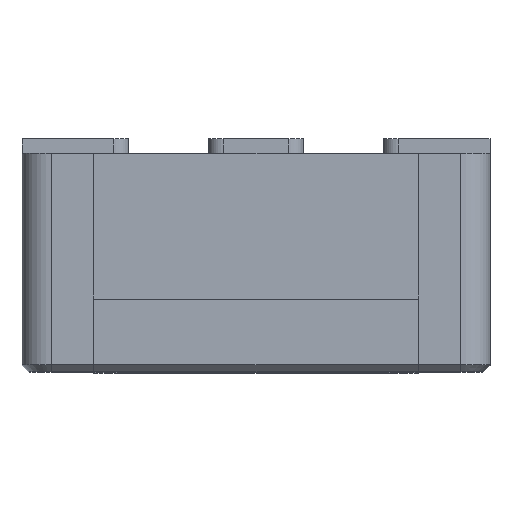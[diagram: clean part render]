
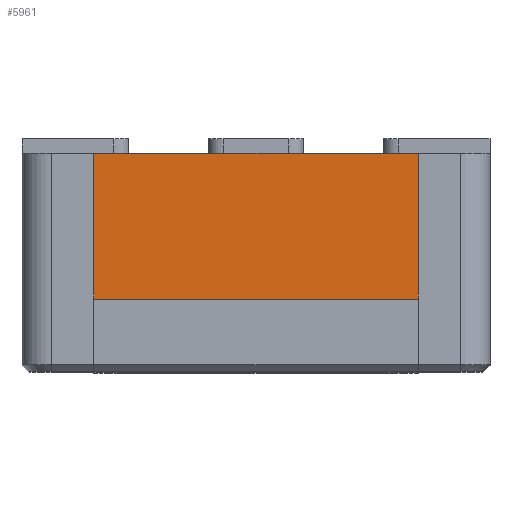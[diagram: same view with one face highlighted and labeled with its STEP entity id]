
A CAD part, top view. The second image highlights one B-rep face of the part: STEP entity #5961.
In plain terms, the highlighted planar face has unit normal (0, 0, 1).
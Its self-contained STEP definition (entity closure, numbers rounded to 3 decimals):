
#1141 = PLANE('',#1142);
#1142 = AXIS2_PLACEMENT_3D('',#1143,#1144,#1145);
#1143 = CARTESIAN_POINT('',(0.,-5.,50.75));
#1144 = DIRECTION('',(0.,0.,1.));
#1145 = DIRECTION('',(-1.,0.,0.));
#1488 = PLANE('',#1489);
#1489 = AXIS2_PLACEMENT_3D('',#1490,#1491,#1492);
#1490 = CARTESIAN_POINT('',(22.254,0.,50.75));
#1491 = DIRECTION('',(0.,0.,-1.));
#1492 = DIRECTION('',(-1.,0.,0.));
#3094 = VERTEX_POINT('',#3095);
#3095 = CARTESIAN_POINT('',(0.,0.,50.75));
#3116 = EDGE_CURVE('',#3094,#3117,#3119,.T.);
#3117 = VERTEX_POINT('',#3118);
#3118 = CARTESIAN_POINT('',(0.,10.,50.75));
#3119 = SURFACE_CURVE('',#3120,(#3124,#3131),.PCURVE_S1.);
#3120 = LINE('',#3121,#3122);
#3121 = CARTESIAN_POINT('',(0.,0.,50.75));
#3122 = VECTOR('',#3123,1.);
#3123 = DIRECTION('',(0.,1.,0.));
#3124 = PCURVE('',#1141,#3125);
#3125 = DEFINITIONAL_REPRESENTATION('',(#3126),#3130);
#3126 = LINE('',#3127,#3128);
#3127 = CARTESIAN_POINT('',(0.,-5.));
#3128 = VECTOR('',#3129,1.);
#3129 = DIRECTION('',(-0.,-1.));
#3130 = ( GEOMETRIC_REPRESENTATION_CONTEXT(2) 
PARAMETRIC_REPRESENTATION_CONTEXT() REPRESENTATION_CONTEXT('2D SPACE',''
  ) );
#3131 = PCURVE('',#3132,#3137);
#3132 = PLANE('',#3133);
#3133 = AXIS2_PLACEMENT_3D('',#3134,#3135,#3136);
#3134 = CARTESIAN_POINT('',(0.,0.,50.75));
#3135 = DIRECTION('',(0.,0.,-1.));
#3136 = DIRECTION('',(1.,0.,0.));
#3137 = DEFINITIONAL_REPRESENTATION('',(#3138),#3142);
#3138 = LINE('',#3139,#3140);
#3139 = CARTESIAN_POINT('',(0.,0.));
#3140 = VECTOR('',#3141,1.);
#3141 = DIRECTION('',(0.,-1.));
#3142 = ( GEOMETRIC_REPRESENTATION_CONTEXT(2) 
PARAMETRIC_REPRESENTATION_CONTEXT() REPRESENTATION_CONTEXT('2D SPACE',''
  ) );
#3470 = PLANE('',#3471);
#3471 = AXIS2_PLACEMENT_3D('',#3472,#3473,#3474);
#3472 = CARTESIAN_POINT('',(27.17,-5.,50.75));
#3473 = DIRECTION('',(0.,0.,1.));
#3474 = DIRECTION('',(-1.,0.,0.));
#3488 = VERTEX_POINT('',#3489);
#3489 = CARTESIAN_POINT('',(22.254,0.,50.75));
#3512 = EDGE_CURVE('',#3488,#3094,#3513,.T.);
#3513 = SURFACE_CURVE('',#3514,(#3518,#3525),.PCURVE_S1.);
#3514 = LINE('',#3515,#3516);
#3515 = CARTESIAN_POINT('',(22.254,0.,50.75));
#3516 = VECTOR('',#3517,1.);
#3517 = DIRECTION('',(-1.,0.,0.));
#3518 = PCURVE('',#1488,#3519);
#3519 = DEFINITIONAL_REPRESENTATION('',(#3520),#3524);
#3520 = LINE('',#3521,#3522);
#3521 = CARTESIAN_POINT('',(0.,0.));
#3522 = VECTOR('',#3523,1.);
#3523 = DIRECTION('',(1.,0.));
#3524 = ( GEOMETRIC_REPRESENTATION_CONTEXT(2) 
PARAMETRIC_REPRESENTATION_CONTEXT() REPRESENTATION_CONTEXT('2D SPACE',''
  ) );
#3525 = PCURVE('',#3132,#3526);
#3526 = DEFINITIONAL_REPRESENTATION('',(#3527),#3531);
#3527 = LINE('',#3528,#3529);
#3528 = CARTESIAN_POINT('',(22.254,0.));
#3529 = VECTOR('',#3530,1.);
#3530 = DIRECTION('',(-1.,-0.));
#3531 = ( GEOMETRIC_REPRESENTATION_CONTEXT(2) 
PARAMETRIC_REPRESENTATION_CONTEXT() REPRESENTATION_CONTEXT('2D SPACE',''
  ) );
#5922 = PLANE('',#5923);
#5923 = AXIS2_PLACEMENT_3D('',#5924,#5925,#5926);
#5924 = CARTESIAN_POINT('',(11.138,10.,40.75));
#5925 = DIRECTION('',(0.,1.,0.));
#5926 = DIRECTION('',(0.,0.,1.));
#5961 = ADVANCED_FACE('',(#5962),#3132,.F.);
#5962 = FACE_BOUND('',#5963,.F.);
#5963 = EDGE_LOOP('',(#5964,#5965,#5988,#6009));
#5964 = ORIENTED_EDGE('',*,*,#3116,.T.);
#5965 = ORIENTED_EDGE('',*,*,#5966,.T.);
#5966 = EDGE_CURVE('',#3117,#5967,#5969,.T.);
#5967 = VERTEX_POINT('',#5968);
#5968 = CARTESIAN_POINT('',(22.254,10.,50.75));
#5969 = SURFACE_CURVE('',#5970,(#5974,#5981),.PCURVE_S1.);
#5970 = LINE('',#5971,#5972);
#5971 = CARTESIAN_POINT('',(0.,10.,50.75));
#5972 = VECTOR('',#5973,1.);
#5973 = DIRECTION('',(1.,0.,0.));
#5974 = PCURVE('',#3132,#5975);
#5975 = DEFINITIONAL_REPRESENTATION('',(#5976),#5980);
#5976 = LINE('',#5977,#5978);
#5977 = CARTESIAN_POINT('',(0.,-10.));
#5978 = VECTOR('',#5979,1.);
#5979 = DIRECTION('',(1.,0.));
#5980 = ( GEOMETRIC_REPRESENTATION_CONTEXT(2) 
PARAMETRIC_REPRESENTATION_CONTEXT() REPRESENTATION_CONTEXT('2D SPACE',''
  ) );
#5981 = PCURVE('',#5922,#5982);
#5982 = DEFINITIONAL_REPRESENTATION('',(#5983),#5987);
#5983 = LINE('',#5984,#5985);
#5984 = CARTESIAN_POINT('',(10.,-11.138));
#5985 = VECTOR('',#5986,1.);
#5986 = DIRECTION('',(0.,1.));
#5987 = ( GEOMETRIC_REPRESENTATION_CONTEXT(2) 
PARAMETRIC_REPRESENTATION_CONTEXT() REPRESENTATION_CONTEXT('2D SPACE',''
  ) );
#5988 = ORIENTED_EDGE('',*,*,#5989,.F.);
#5989 = EDGE_CURVE('',#3488,#5967,#5990,.T.);
#5990 = SURFACE_CURVE('',#5991,(#5995,#6002),.PCURVE_S1.);
#5991 = LINE('',#5992,#5993);
#5992 = CARTESIAN_POINT('',(22.254,0.,50.75));
#5993 = VECTOR('',#5994,1.);
#5994 = DIRECTION('',(0.,1.,0.));
#5995 = PCURVE('',#3132,#5996);
#5996 = DEFINITIONAL_REPRESENTATION('',(#5997),#6001);
#5997 = LINE('',#5998,#5999);
#5998 = CARTESIAN_POINT('',(22.254,0.));
#5999 = VECTOR('',#6000,1.);
#6000 = DIRECTION('',(0.,-1.));
#6001 = ( GEOMETRIC_REPRESENTATION_CONTEXT(2) 
PARAMETRIC_REPRESENTATION_CONTEXT() REPRESENTATION_CONTEXT('2D SPACE',''
  ) );
#6002 = PCURVE('',#3470,#6003);
#6003 = DEFINITIONAL_REPRESENTATION('',(#6004),#6008);
#6004 = LINE('',#6005,#6006);
#6005 = CARTESIAN_POINT('',(4.916,-5.));
#6006 = VECTOR('',#6007,1.);
#6007 = DIRECTION('',(-0.,-1.));
#6008 = ( GEOMETRIC_REPRESENTATION_CONTEXT(2) 
PARAMETRIC_REPRESENTATION_CONTEXT() REPRESENTATION_CONTEXT('2D SPACE',''
  ) );
#6009 = ORIENTED_EDGE('',*,*,#3512,.T.);
